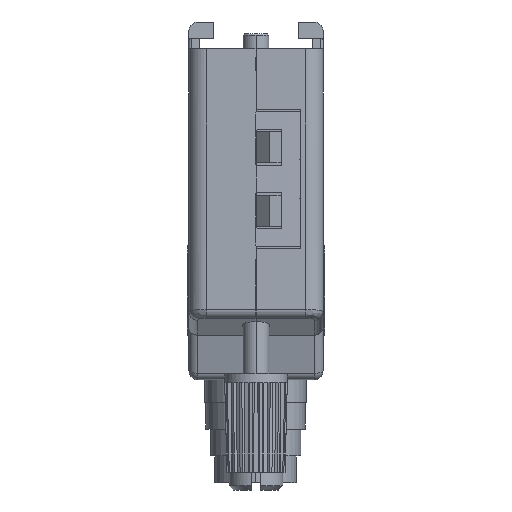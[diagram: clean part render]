
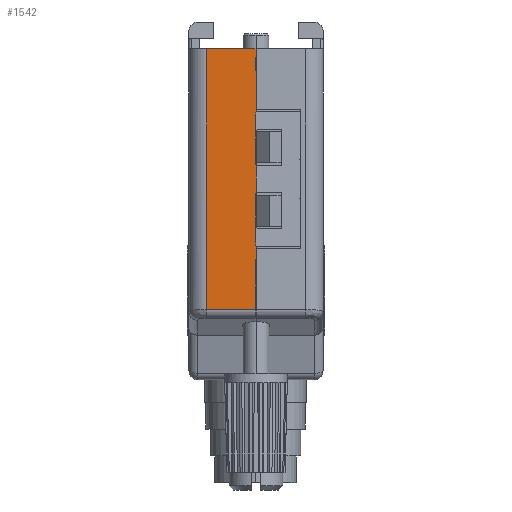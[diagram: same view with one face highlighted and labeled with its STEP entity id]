
A CAD part, left-side view. The second image highlights one B-rep face of the part: STEP entity #1542.
In plain terms, the highlighted face is planar.
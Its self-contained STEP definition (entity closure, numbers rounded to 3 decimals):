
#372 = LINE ( 'NONE', #20802, #8559 ) ;
#504 = DIRECTION ( 'NONE',  ( 0., 0., 1. ) ) ;
#802 = DIRECTION ( 'NONE',  ( 0., 0., 1. ) ) ;
#885 = EDGE_CURVE ( 'NONE', #13590, #10201, #8493, .T. ) ;
#1401 = LINE ( 'NONE', #13957, #12594 ) ;
#1542 = ADVANCED_FACE ( 'NONE', ( #2478 ), #22923, .T. ) ;
#2140 = VECTOR ( 'NONE', #15006, 1000. ) ;
#2424 = CARTESIAN_POINT ( 'NONE',  ( 35.5, -30.5, -3. ) ) ;
#2478 = FACE_OUTER_BOUND ( 'NONE', #11913, .T. ) ;
#3116 = DIRECTION ( 'NONE',  ( 0., 0., 1. ) ) ;
#3849 = DIRECTION ( 'NONE',  ( 0., 0., 1. ) ) ;
#4581 = DIRECTION ( 'NONE',  ( 1., 0., 0. ) ) ;
#4663 = ORIENTED_EDGE ( 'NONE', *, *, #885, .T. ) ;
#4792 = EDGE_CURVE ( 'NONE', #10552, #13590, #5811, .T. ) ;
#4811 = DIRECTION ( 'NONE',  ( 0., 1., 0. ) ) ;
#5178 = CARTESIAN_POINT ( 'NONE',  ( 35.5, 7.5, -32.116 ) ) ;
#5205 = VECTOR ( 'NONE', #802, 1000. ) ;
#5630 = VECTOR ( 'NONE', #504, 1000. ) ;
#5811 = LINE ( 'NONE', #11119, #8720 ) ;
#6171 = VECTOR ( 'NONE', #4811, 1000. ) ;
#6797 = AXIS2_PLACEMENT_3D ( 'NONE', #20943, #4581, #9990 ) ;
#7554 = VERTEX_POINT ( 'NONE', #13207 ) ;
#7564 = CARTESIAN_POINT ( 'NONE',  ( 35.5, 7.5, -40. ) ) ;
#7681 = VECTOR ( 'NONE', #21863, 1000. ) ;
#7767 = LINE ( 'NONE', #22785, #5630 ) ;
#8431 = LINE ( 'NONE', #22532, #2140 ) ;
#8493 = LINE ( 'NONE', #10453, #14131 ) ;
#8559 = VECTOR ( 'NONE', #15382, 1000. ) ;
#8720 = VECTOR ( 'NONE', #3849, 1000. ) ;
#8814 = EDGE_CURVE ( 'NONE', #17228, #19884, #24313, .T. ) ;
#9390 = ORIENTED_EDGE ( 'NONE', *, *, #9445, .T. ) ;
#9445 = EDGE_CURVE ( 'NONE', #17203, #10462, #18212, .T. ) ;
#9990 = DIRECTION ( 'NONE',  ( 0., 0., -1. ) ) ;
#10201 = VERTEX_POINT ( 'NONE', #16414 ) ;
#10422 = VERTEX_POINT ( 'NONE', #22916 ) ;
#10453 = CARTESIAN_POINT ( 'NONE',  ( 35.5, 7.5, -40. ) ) ;
#10462 = VERTEX_POINT ( 'NONE', #11713 ) ;
#10552 = VERTEX_POINT ( 'NONE', #16013 ) ;
#11048 = ORIENTED_EDGE ( 'NONE', *, *, #11882, .T. ) ;
#11119 = CARTESIAN_POINT ( 'NONE',  ( 35.5, 7.5, -40. ) ) ;
#11713 = CARTESIAN_POINT ( 'NONE',  ( 35.5, 7.5, -32.116 ) ) ;
#11879 = CARTESIAN_POINT ( 'NONE',  ( 35.5, 7.5, -40. ) ) ;
#11882 = EDGE_CURVE ( 'NONE', #15914, #17203, #8431, .T. ) ;
#11913 = EDGE_LOOP ( 'NONE', ( #14364, #13628, #23763, #18932, #18101, #4663, #12604, #22749, #11048, #9390 ) ) ;
#12594 = VECTOR ( 'NONE', #3116, 1000. ) ;
#12604 = ORIENTED_EDGE ( 'NONE', *, *, #22031, .T. ) ;
#12633 = EDGE_CURVE ( 'NONE', #15914, #7554, #13624, .T. ) ;
#13207 = CARTESIAN_POINT ( 'NONE',  ( 35.5, 7.5, -3. ) ) ;
#13590 = VERTEX_POINT ( 'NONE', #23569 ) ;
#13624 = LINE ( 'NONE', #2424, #7681 ) ;
#13628 = ORIENTED_EDGE ( 'NONE', *, *, #21305, .T. ) ;
#13957 = CARTESIAN_POINT ( 'NONE',  ( 35.5, 7.5, -40. ) ) ;
#14131 = VECTOR ( 'NONE', #18065, 1000. ) ;
#14278 = EDGE_CURVE ( 'NONE', #10462, #10422, #372, .T. ) ;
#14364 = ORIENTED_EDGE ( 'NONE', *, *, #14278, .T. ) ;
#15006 = DIRECTION ( 'NONE',  ( 0., 0., -1. ) ) ;
#15382 = DIRECTION ( 'NONE',  ( 0., 0., 1. ) ) ;
#15615 = CARTESIAN_POINT ( 'NONE',  ( 35.5, 7.5, -23.05 ) ) ;
#15914 = VERTEX_POINT ( 'NONE', #23490 ) ;
#16013 = CARTESIAN_POINT ( 'NONE',  ( 35.5, 7.5, -16.05 ) ) ;
#16414 = CARTESIAN_POINT ( 'NONE',  ( 35.5, 7.5, -10.05 ) ) ;
#17203 = VERTEX_POINT ( 'NONE', #23504 ) ;
#17228 = VERTEX_POINT ( 'NONE', #15615 ) ;
#17652 = LINE ( 'NONE', #11879, #5205 ) ;
#17674 = EDGE_CURVE ( 'NONE', #19884, #10552, #1401, .T. ) ;
#17922 = CARTESIAN_POINT ( 'NONE',  ( 35.5, 7.5, -19.05 ) ) ;
#18065 = DIRECTION ( 'NONE',  ( 0., 0., 1. ) ) ;
#18101 = ORIENTED_EDGE ( 'NONE', *, *, #4792, .T. ) ;
#18212 = LINE ( 'NONE', #5178, #6171 ) ;
#18932 = ORIENTED_EDGE ( 'NONE', *, *, #17674, .T. ) ;
#19515 = VECTOR ( 'NONE', #20726, 1000. ) ;
#19884 = VERTEX_POINT ( 'NONE', #17922 ) ;
#20726 = DIRECTION ( 'NONE',  ( 0., 0., 1. ) ) ;
#20802 = CARTESIAN_POINT ( 'NONE',  ( 35.5, 7.5, -40. ) ) ;
#20943 = CARTESIAN_POINT ( 'NONE',  ( 35.5, 0., -40. ) ) ;
#21305 = EDGE_CURVE ( 'NONE', #10422, #17228, #17652, .T. ) ;
#21863 = DIRECTION ( 'NONE',  ( 0., 1., 0. ) ) ;
#22031 = EDGE_CURVE ( 'NONE', #10201, #7554, #7767, .T. ) ;
#22532 = CARTESIAN_POINT ( 'NONE',  ( 35.5, 2., -40. ) ) ;
#22749 = ORIENTED_EDGE ( 'NONE', *, *, #12633, .F. ) ;
#22785 = CARTESIAN_POINT ( 'NONE',  ( 35.5, 7.5, -40. ) ) ;
#22916 = CARTESIAN_POINT ( 'NONE',  ( 35.5, 7.5, -25.05 ) ) ;
#22923 = PLANE ( 'NONE',  #6797 ) ;
#23490 = CARTESIAN_POINT ( 'NONE',  ( 35.5, 2., -3. ) ) ;
#23504 = CARTESIAN_POINT ( 'NONE',  ( 35.5, 2., -32.116 ) ) ;
#23569 = CARTESIAN_POINT ( 'NONE',  ( 35.5, 7.5, -12.05 ) ) ;
#23763 = ORIENTED_EDGE ( 'NONE', *, *, #8814, .T. ) ;
#24313 = LINE ( 'NONE', #7564, #19515 ) ;
